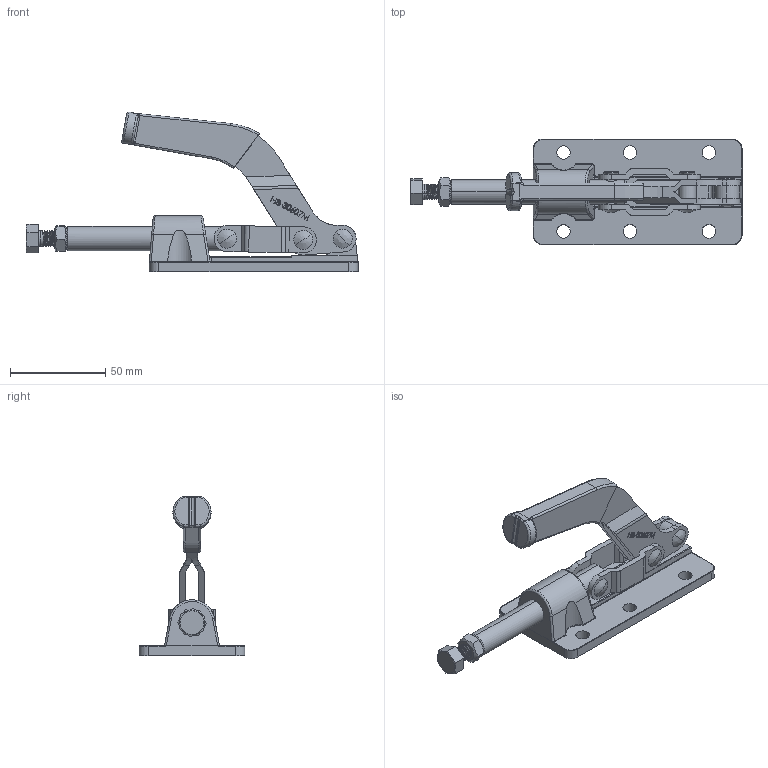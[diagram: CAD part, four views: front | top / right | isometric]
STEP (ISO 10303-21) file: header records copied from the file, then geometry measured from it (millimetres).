
FILE_DESCRIPTION (( 'STEP AP203' ), '1' );
FILE_NAME ('HS-30607.STEP', '2019-08-07T11:19:15', ( '微软用户' ), ( '微软中国' ), 'SwSTEP 2.0', 'SolidWorks 2012', '' );
FILE_SCHEMA (( 'CONFIG_CONTROL_DESIGN' ));
Length unit declared in the file: millimetre
Products named in the file (10): HS-30607; HS-30607-03_HANDLE; HS-30607-06; HS-30607-04_CONNECTING-PLATE; HS-30607-05; HS-30607-07; HS-SA-085012_SPINDLE_SUPPLIED; M8_NUT_; HS-30607-01_BASE; HS-30607-02_CREST_STALK
Assembly tree (11 placements, depth 2):
  HS-30607
    HS-30607-02_CREST_STALK
    HS-30607-01_BASE
    M8_NUT_
    HS-SA-085012_SPINDLE_SUPPLIED
    HS-30607-07  x2
    HS-30607-05
    HS-30607-04_CONNECTING-PLATE  x2
    HS-30607-06
    HS-30607-03_HANDLE
Bounding box: 174.19 x 55.6 x 83.89 mm (x, y, z)
Volume: 87490 mm3; surface area: 43669.9 mm2
Topology: 11 solids, 12 shells, 900 faces, 2454 edges, 1596 vertices
Faces by surface type: plane 466, cylinder 280, bspline 124, cone 30
Entity records: 67007 total; most frequent: CARTESIAN_POINT 46203, ORIENTED_EDGE 4696, DIRECTION 3101, EDGE_CURVE 2348, VERTEX_POINT 1538, VECTOR 1213, LINE 1213, AXIS2_PLACEMENT_3D 944
